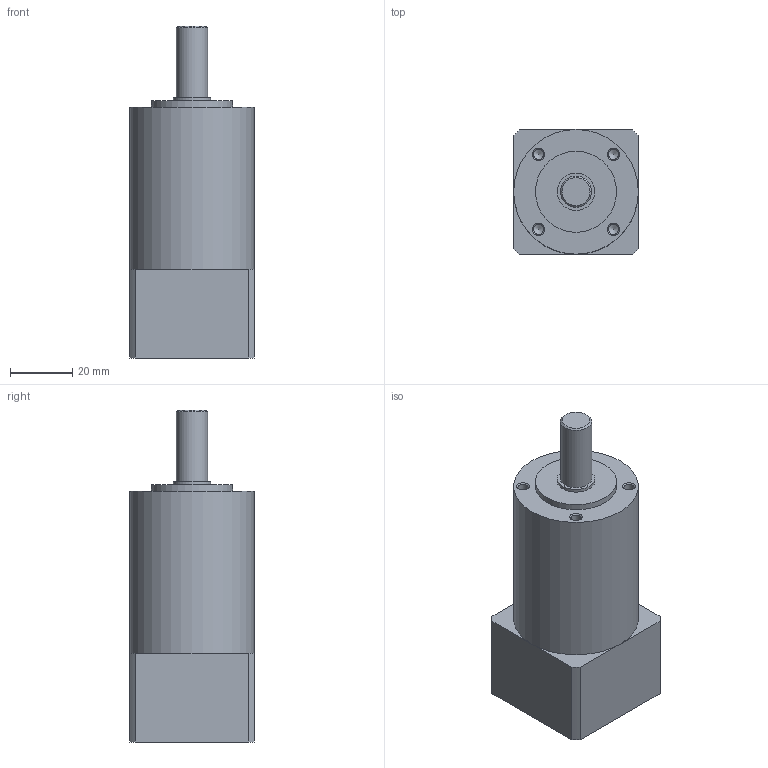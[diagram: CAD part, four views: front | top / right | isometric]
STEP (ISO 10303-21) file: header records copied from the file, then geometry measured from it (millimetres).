
FILE_DESCRIPTION(/* description */ ('STEP AP214'),/* implementation_level */ '2;1');
FILE_NAME(/* name */ '8141730_EMGA-40-P-G12-EAS-40',/* time_stamp */ '2024-08-27T22:20:25+02:00',/* author */ ('License CC BY-ND 4.0'),/* organization */ ('CADENAS'),/* preprocessor_version */ 'ST-DEVELOPER v19.3',/* originating_system */ 'PARTsolutions',/* authorisation */ ' ');
FILE_SCHEMA (('AUTOMOTIVE_DESIGN {1 0 10303 214 3 1 1}'));
Length unit declared in the file: millimetre
Products named in the file (2): 8141730 EMGA-40-P-G12-EAS-40; 8141730 EMGA-40-P-G12-EAS-40---(P)
Assembly tree (1 placements, depth 2):
  8141730 EMGA-40-P-G12-EAS-40
    8141730 EMGA-40-P-G12-EAS-40---(P)
Bounding box: 40 x 40 x 106.5 mm (x, y, z)
Volume: 103277.4 mm3; surface area: 18318.6 mm2
Topology: 1 solids, 1 shells, 56 faces, 126 edges, 78 vertices
Faces by surface type: cylinder 20, plane 19, cone 17
Full cylindrical faces by diameter (mm): 2.459 x4, 3.242 x4, 8 x1, 10 x1, 12 x1, 26 x1, 29.7 x1, 30 x1, 40 x1
Entity records: 1363 total; most frequent: DIRECTION 250, CARTESIAN_POINT 212, ORIENTED_EDGE 162, AXIS2_PLACEMENT_3D 111, FACE_BOUND 102, EDGE_LOOP 94, EDGE_CURVE 81, VERTEX_POINT 73
